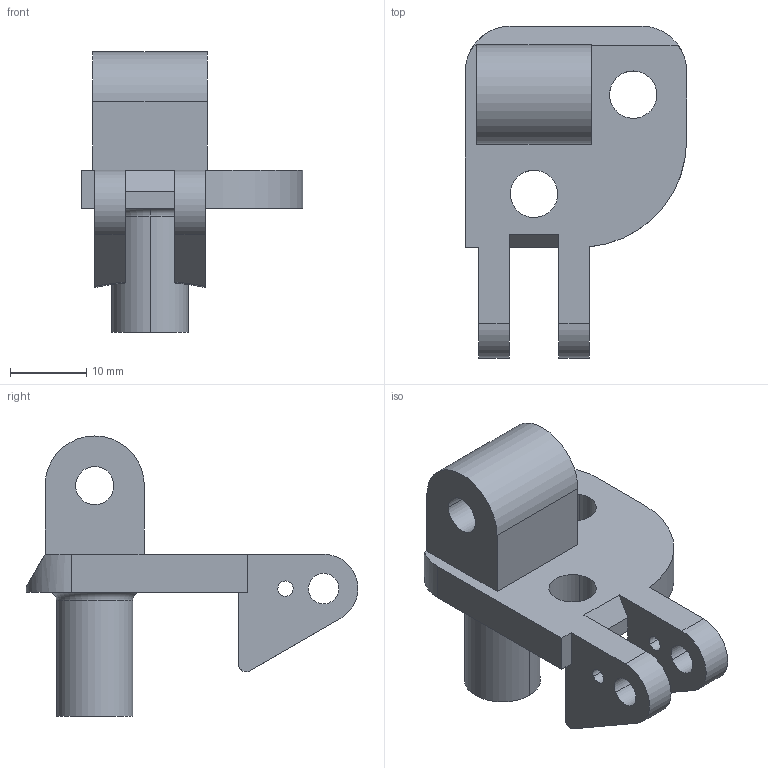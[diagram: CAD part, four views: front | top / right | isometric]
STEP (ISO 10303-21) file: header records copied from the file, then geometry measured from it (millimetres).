
FILE_DESCRIPTION(('CATIA V5 STEP Exchange'),'2;1');
FILE_NAME('Charniere Male 3 - Trou 0 degre - 01.stp','2017-06-21T13:55:39+00:00',('none'),('none'),'CATIA Version 5 Release 16 (IN-10)','CATIA V5 STEP AP203','none');
FILE_SCHEMA(('CONFIG_CONTROL_DESIGN'));
Length unit declared in the file: millimetre
Products named in the file (1): Charniere Male 3 - Trou 0 degre - 01
Bounding box: 29 x 43.5 x 36.7 mm (x, y, z)
Volume: 8207.6 mm3; surface area: 4800.5 mm2
Topology: 1 solids, 1 shells, 52 faces, 143 edges, 93 vertices
Faces by surface type: cylinder 26, plane 20, cone 2, bspline 2, torus 2
Entity records: 1788 total; most frequent: CARTESIAN_POINT 490, ORIENTED_EDGE 282, DIRECTION 201, EDGE_CURVE 141, VERTEX_POINT 93, AXIS2_PLACEMENT_3D 90, VECTOR 77, LINE 77
